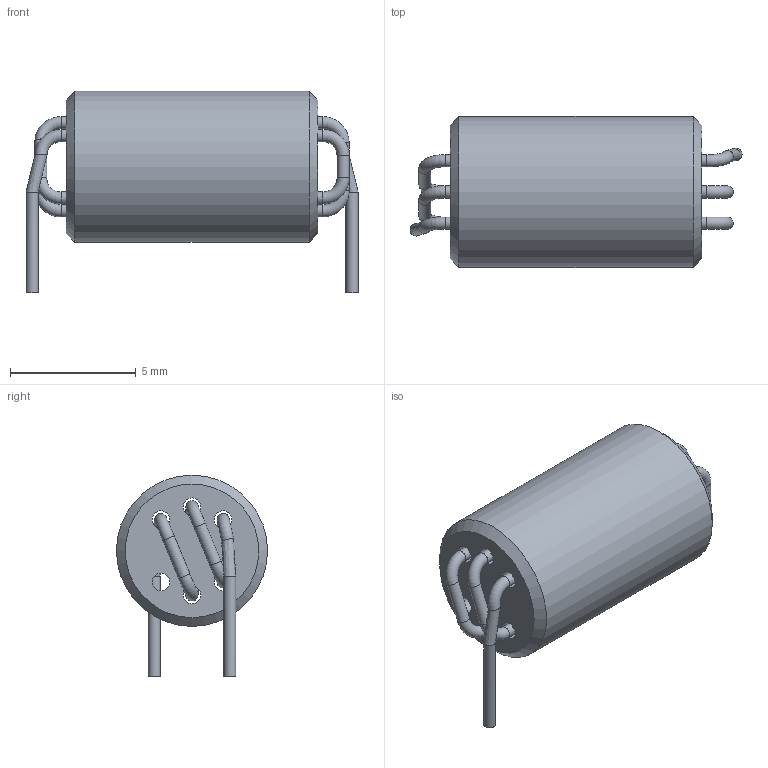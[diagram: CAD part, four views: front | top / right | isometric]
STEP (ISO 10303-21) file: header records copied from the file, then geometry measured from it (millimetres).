
FILE_DESCRIPTION(/* description */ ('Unknown'),/* implementation_level */ '2;1');
FILE_NAME(/* name */ '7427504_rev1-recenter.stp',/* time_stamp */ '2020-04-19T11:10:18-04:00',/* author */ ('huesof'),/* organization */ ('Unknown'),/* preprocessor_version */ 'ST-DEVELOPER v18',/* originating_system */ 'Autodesk Inventor 2020',/* authorisation */ ' ');
FILE_SCHEMA (('AUTOMOTIVE_DESIGN { 1 0 10303 214 3 1 1 }'));
Length unit declared in the file: millimetre
Products named in the file (3): 7427504_rev1; 1; 2
Assembly tree (2 placements, depth 2):
  7427504_rev1
    1
    2
Bounding box: 13.18 x 6 x 8 mm (x, y, z)
Volume: 272.2 mm3; surface area: 487.7 mm2
Topology: 2 solids, 2 shells, 36 faces, 137 edges, 105 vertices
Faces by surface type: cylinder 18, torus 10, plane 4, cone 2, bspline 2
Full cylindrical faces by diameter (mm): 0.48 x11, 0.7 x6, 6 x1
Entity records: 1802 total; most frequent: CARTESIAN_POINT 369, DIRECTION 330, ORIENTED_EDGE 274, AXIS2_PLACEMENT_3D 154, EDGE_CURVE 137, CIRCLE 115, VERTEX_POINT 105, EDGE_LOOP 48
